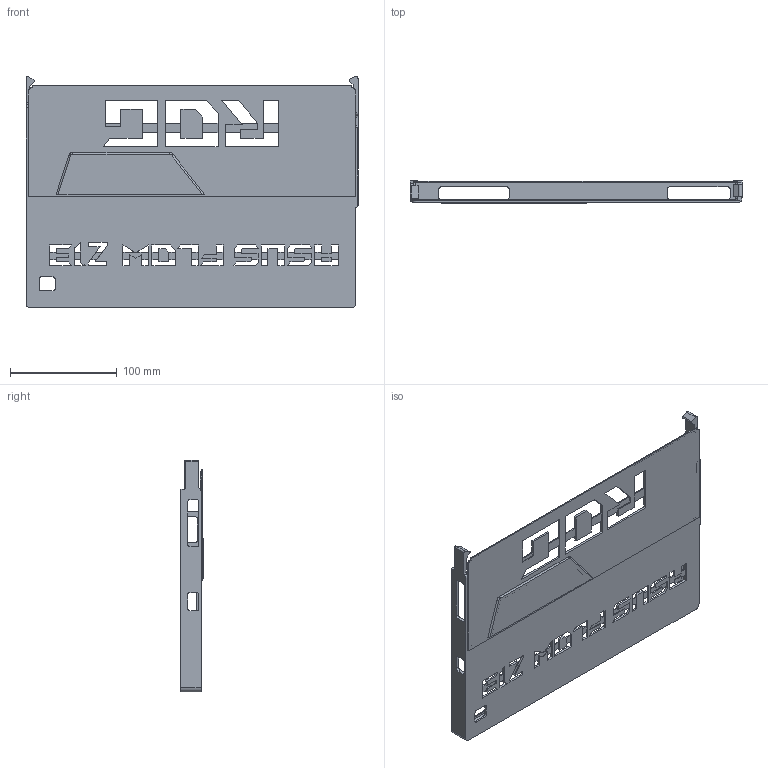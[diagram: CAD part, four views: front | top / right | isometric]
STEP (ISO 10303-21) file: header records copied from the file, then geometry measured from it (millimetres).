
FILE_DESCRIPTION(/* description */ (''),/* implementation_level */ '2;1');
FILE_NAME(/* name */ 'Flow Z13 Case v5.1.step',/* time_stamp */ '2023-07-05T12:07:07-04:00',/* author */ (''),/* organization */ (''),/* preprocessor_version */ 'ST-DEVELOPER v19.2',/* originating_system */ 'Autodesk Translation Framework v12.6.0.85',/* authorisation */ '');
FILE_SCHEMA (('AUTOMOTIVE_DESIGN { 1 0 10303 214 3 1 1 }'));
Length unit declared in the file: millimetre
Products named in the file (1): Flow Z13 Case
Bounding box: 311 x 21 x 217.02 mm (x, y, z)
Volume: 142493.4 mm3; surface area: 150716.5 mm2
Topology: 1 solids, 1 shells, 362 faces, 1139 edges, 756 vertices
Faces by surface type: plane 289, cylinder 69, sphere 2, torus 2
Entity records: 12694 total; most frequent: ORIENTED_EDGE 2278, CARTESIAN_POINT 2258, DIRECTION 2012, EDGE_CURVE 1139, LINE 992, VECTOR 992, VERTEX_POINT 756, AXIS2_PLACEMENT_3D 510
